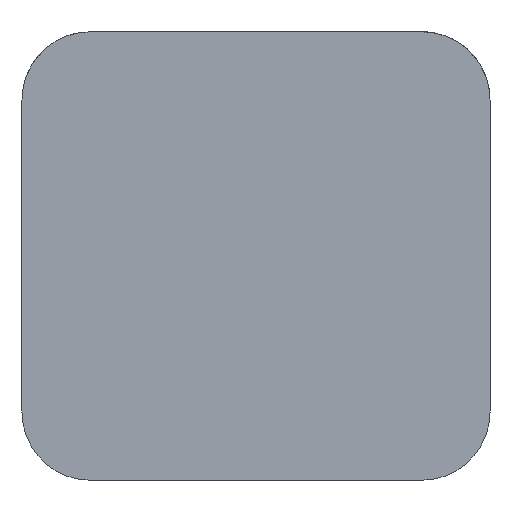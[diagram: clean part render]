
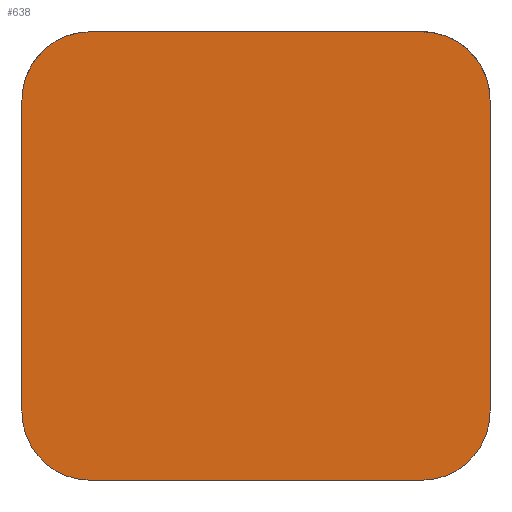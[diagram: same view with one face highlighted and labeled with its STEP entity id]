
A CAD part, front view. The second image highlights one B-rep face of the part: STEP entity #638.
In plain terms, the highlighted planar face has unit normal (0, -1, 0).
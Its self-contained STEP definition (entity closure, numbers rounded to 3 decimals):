
#50=PLANE('',#726);
#86=FACE_OUTER_BOUND('',#124,.T.);
#124=EDGE_LOOP('',(#589,#590,#591,#592,#593,#594,#595,#596));
#140=CIRCLE('',#688,3.5);
#144=CIRCLE('',#695,3.5);
#147=CIRCLE('',#705,3.5);
#148=CIRCLE('',#710,3.5);
#184=LINE('',#1021,#242);
#191=LINE('',#1048,#249);
#199=LINE('',#1069,#257);
#210=LINE('',#1106,#268);
#242=VECTOR('',#822,10.);
#249=VECTOR('',#849,10.);
#257=VECTOR('',#871,10.);
#268=VECTOR('',#920,10.);
#298=VERTEX_POINT('',#1007);
#299=VERTEX_POINT('',#1009);
#303=VERTEX_POINT('',#1019);
#307=VERTEX_POINT('',#1031);
#308=VERTEX_POINT('',#1033);
#313=VERTEX_POINT('',#1047);
#317=VERTEX_POINT('',#1061);
#319=VERTEX_POINT('',#1067);
#368=EDGE_CURVE('',#298,#299,#140,.T.);
#374=EDGE_CURVE('',#298,#303,#184,.T.);
#380=EDGE_CURVE('',#307,#308,#144,.T.);
#387=EDGE_CURVE('',#313,#308,#191,.T.);
#395=EDGE_CURVE('',#317,#303,#147,.T.);
#398=EDGE_CURVE('',#317,#319,#199,.T.);
#401=EDGE_CURVE('',#313,#319,#148,.T.);
#416=EDGE_CURVE('',#307,#299,#210,.T.);
#589=ORIENTED_EDGE('',*,*,#368,.F.);
#590=ORIENTED_EDGE('',*,*,#374,.T.);
#591=ORIENTED_EDGE('',*,*,#395,.F.);
#592=ORIENTED_EDGE('',*,*,#398,.T.);
#593=ORIENTED_EDGE('',*,*,#401,.F.);
#594=ORIENTED_EDGE('',*,*,#387,.T.);
#595=ORIENTED_EDGE('',*,*,#380,.F.);
#596=ORIENTED_EDGE('',*,*,#416,.T.);
#638=ADVANCED_FACE('',(#86),#50,.F.);
#688=AXIS2_PLACEMENT_3D('',#1010,#813,#814);
#695=AXIS2_PLACEMENT_3D('',#1034,#835,#836);
#705=AXIS2_PLACEMENT_3D('',#1063,#865,#866);
#710=AXIS2_PLACEMENT_3D('',#1074,#879,#880);
#726=AXIS2_PLACEMENT_3D('',#1107,#921,#922);
#813=DIRECTION('center_axis',(0.,1.,0.));
#814=DIRECTION('ref_axis',(0.707,0.,-0.707));
#822=DIRECTION('',(0.,0.,1.));
#835=DIRECTION('center_axis',(0.,1.,0.));
#836=DIRECTION('ref_axis',(-0.707,0.,-0.707));
#849=DIRECTION('',(0.,0.,-1.));
#865=DIRECTION('center_axis',(0.,1.,0.));
#866=DIRECTION('ref_axis',(0.707,0.,0.707));
#871=DIRECTION('',(-1.,0.,0.));
#879=DIRECTION('center_axis',(0.,1.,0.));
#880=DIRECTION('ref_axis',(-0.707,0.,0.707));
#920=DIRECTION('',(1.,0.,0.));
#921=DIRECTION('center_axis',(0.,1.,0.));
#922=DIRECTION('ref_axis',(0.,0.,1.));
#1007=CARTESIAN_POINT('',(12.,0.,-8.));
#1009=CARTESIAN_POINT('',(8.5,0.,-11.5));
#1010=CARTESIAN_POINT('Origin',(8.5,0.,-8.));
#1019=CARTESIAN_POINT('',(12.,0.,8.));
#1021=CARTESIAN_POINT('',(12.,0.,-11.5));
#1031=CARTESIAN_POINT('',(-8.5,0.,-11.5));
#1033=CARTESIAN_POINT('',(-12.,0.,-8.));
#1034=CARTESIAN_POINT('Origin',(-8.5,0.,-8.));
#1047=CARTESIAN_POINT('',(-12.,0.,8.));
#1048=CARTESIAN_POINT('',(-12.,0.,11.5));
#1061=CARTESIAN_POINT('',(8.5,0.,11.5));
#1063=CARTESIAN_POINT('Origin',(8.5,0.,8.));
#1067=CARTESIAN_POINT('',(-8.5,0.,11.5));
#1069=CARTESIAN_POINT('',(12.,0.,11.5));
#1074=CARTESIAN_POINT('Origin',(-8.5,0.,8.));
#1106=CARTESIAN_POINT('',(-12.,0.,-11.5));
#1107=CARTESIAN_POINT('Origin',(0.,0.,0.));
